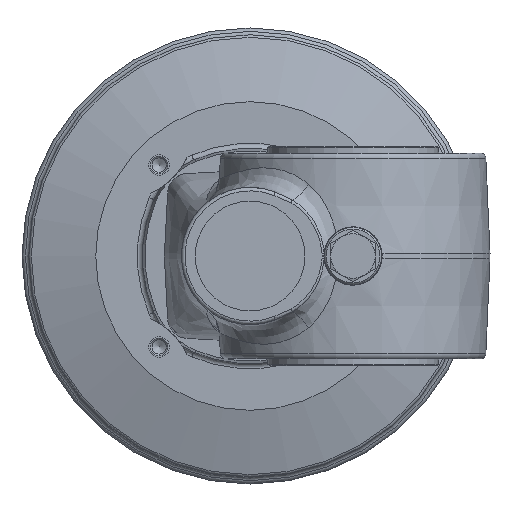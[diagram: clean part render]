
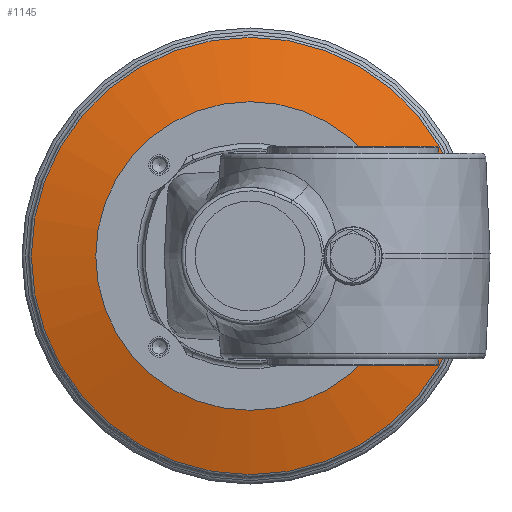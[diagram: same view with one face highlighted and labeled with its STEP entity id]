
A CAD part, left-side view. The second image highlights one B-rep face of the part: STEP entity #1145.
In plain terms, the highlighted conical face has half-angle 74.249 degrees and reference radius 64.5 mm.
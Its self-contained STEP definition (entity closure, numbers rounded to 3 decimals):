
#1145 = ADVANCED_FACE( '', ( #2498, #2499 ), #2500, .T. );
#2498 = FACE_OUTER_BOUND( '', #7482, .T. );
#2499 = FACE_BOUND( '', #7483, .T. );
#2500 = CONICAL_SURFACE( '', #7484, 64.5, 1.296 );
#7482 = EDGE_LOOP( '', ( #10354 ) );
#7483 = EDGE_LOOP( '', ( #10355 ) );
#7484 = AXIS2_PLACEMENT_3D( '', #10356, #10357, #10358 );
#10354 = ORIENTED_EDGE( '', *, *, #11414, .T. );
#10355 = ORIENTED_EDGE( '', *, *, #11628, .T. );
#10356 = CARTESIAN_POINT( '', ( 68., 30., 0. ) );
#10357 = DIRECTION( '', ( 1., 0., 0. ) );
#10358 = DIRECTION( '', ( 0., 1., 0. ) );
#11414 = EDGE_CURVE( '', #13003, #13003, #13004, .T. );
#11628 = EDGE_CURVE( '', #13244, #13244, #13245, .T. );
#13003 = VERTEX_POINT( '', #17097 );
#13004 = CIRCLE( '', #17098, 63.771 );
#13244 = VERTEX_POINT( '', #17617 );
#13245 = CIRCLE( '', #17618, 45. );
#17097 = CARTESIAN_POINT( '', ( 67.795, -33.771, 0. ) );
#17098 = AXIS2_PLACEMENT_3D( '', #18725, #18726, #18727 );
#17617 = CARTESIAN_POINT( '', ( 62.5, 75., 0. ) );
#17618 = AXIS2_PLACEMENT_3D( '', #18880, #18881, #18882 );
#18725 = CARTESIAN_POINT( '', ( 67.795, 30., 0. ) );
#18726 = DIRECTION( '', ( -1., 0., 0. ) );
#18727 = DIRECTION( '', ( 0., -1., 0. ) );
#18880 = CARTESIAN_POINT( '', ( 62.5, 30., 0. ) );
#18881 = DIRECTION( '', ( 1., 0., 0. ) );
#18882 = DIRECTION( '', ( 0., 1., 0. ) );
